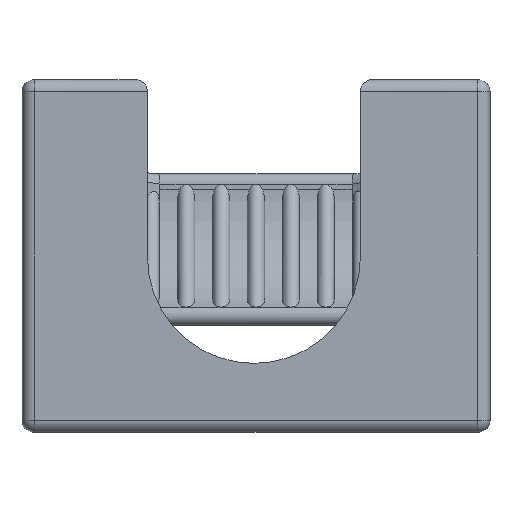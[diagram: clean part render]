
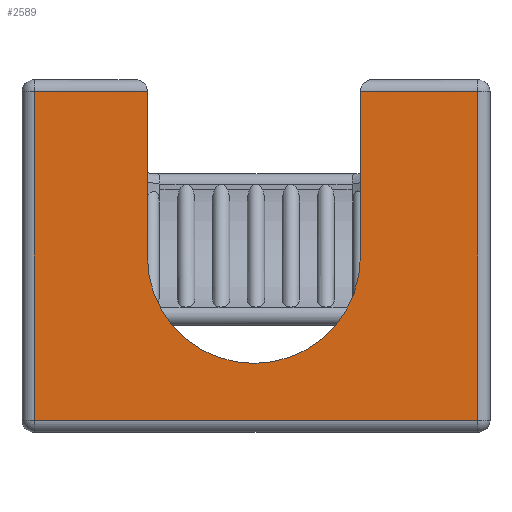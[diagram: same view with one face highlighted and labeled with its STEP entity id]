
A CAD part, front view. The second image highlights one B-rep face of the part: STEP entity #2589.
In plain terms, the highlighted planar face has unit normal (0, -1, 0).
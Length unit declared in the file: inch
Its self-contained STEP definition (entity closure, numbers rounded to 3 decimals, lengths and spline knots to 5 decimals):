
#11=DIRECTION('',(1.,0.,0.));
#12=VECTOR('',#11,2.54);
#13=CARTESIAN_POINT('',(-1.27,0.,-0.94));
#14=LINE('',#13,#12);
#67=DIRECTION('',(0.,0.,1.));
#68=VECTOR('',#67,1.88);
#69=CARTESIAN_POINT('',(-1.27,0.,-0.94));
#70=LINE('',#69,#68);
#75=DIRECTION('',(0.,0.,-1.));
#76=VECTOR('',#75,0.945);
#77=CARTESIAN_POINT('',(0.598,0.,0.94));
#78=LINE('',#77,#76);
#79=DIRECTION('',(0.,0.,-1.));
#80=VECTOR('',#79,0.945);
#81=CARTESIAN_POINT('',(-0.622,0.,0.94));
#82=LINE('',#81,#80);
#83=CARTESIAN_POINT('',(-0.012,0.,-0.005));
#84=DIRECTION('',(0.,1.,0.));
#85=DIRECTION('',(1.,0.,0.));
#86=AXIS2_PLACEMENT_3D('',#83,#84,#85);
#1266=DIRECTION('',(1.,0.,0.));
#1267=VECTOR('',#1266,0.648);
#1268=CARTESIAN_POINT('',(-1.27,0.,0.94));
#1269=LINE('',#1268,#1267);
#1904=DIRECTION('',(0.,0.,1.));
#1905=VECTOR('',#1904,1.88);
#1906=CARTESIAN_POINT('',(1.27,0.,-0.94));
#1907=LINE('',#1906,#1905);
#1927=DIRECTION('',(1.,0.,0.));
#1928=VECTOR('',#1927,0.672);
#1929=CARTESIAN_POINT('',(0.598,0.,0.94));
#1930=LINE('',#1929,#1928);
#2374=CARTESIAN_POINT('',(-1.27,0.,0.94));
#2375=VERTEX_POINT('',#2374);
#2382=CARTESIAN_POINT('',(1.27,0.,0.94));
#2384=VERTEX_POINT('',#2382);
#2386=CARTESIAN_POINT('',(-1.27,0.,-0.94));
#2387=CARTESIAN_POINT('',(1.27,0.,-0.94));
#2388=VERTEX_POINT('',#2386);
#2389=VERTEX_POINT('',#2387);
#2436=CARTESIAN_POINT('',(0.598,0.,0.94));
#2437=CARTESIAN_POINT('',(0.598,0.,-0.005));
#2438=VERTEX_POINT('',#2436);
#2439=VERTEX_POINT('',#2437);
#2440=CARTESIAN_POINT('',(-0.622,0.,-0.005));
#2441=VERTEX_POINT('',#2440);
#2442=CARTESIAN_POINT('',(-0.622,0.,0.94));
#2443=VERTEX_POINT('',#2442);
#2568=CARTESIAN_POINT('',(-1.34,0.,-1.01));
#2569=DIRECTION('',(0.,-1.,0.));
#2570=DIRECTION('',(1.,0.,0.));
#2571=AXIS2_PLACEMENT_3D('',#2568,#2569,#2570);
#2572=PLANE('',#2571);
#2574=ORIENTED_EDGE('',*,*,#2573,.F.);
#2576=ORIENTED_EDGE('',*,*,#2575,.T.);
#2578=ORIENTED_EDGE('',*,*,#2577,.F.);
#2579=ORIENTED_EDGE('',*,*,#2500,.F.);
#2580=ORIENTED_EDGE('',*,*,#2558,.T.);
#2582=ORIENTED_EDGE('',*,*,#2581,.T.);
#2584=ORIENTED_EDGE('',*,*,#2583,.T.);
#2586=ORIENTED_EDGE('',*,*,#2585,.F.);
#2587=EDGE_LOOP('',(#2574,#2576,#2578,#2579,#2580,#2582,#2584,#2586));
#2588=FACE_OUTER_BOUND('',#2587,.F.);
#2589=ADVANCED_FACE('',(#2588),#2572,.T.);
#87=CIRCLE('',#86,0.61);
#2500=EDGE_CURVE('',#2388,#2389,#14,.T.);
#2558=EDGE_CURVE('',#2388,#2375,#70,.T.);
#2573=EDGE_CURVE('',#2438,#2439,#78,.T.);
#2575=EDGE_CURVE('',#2438,#2384,#1930,.T.);
#2577=EDGE_CURVE('',#2389,#2384,#1907,.T.);
#2581=EDGE_CURVE('',#2375,#2443,#1269,.T.);
#2583=EDGE_CURVE('',#2443,#2441,#82,.T.);
#2585=EDGE_CURVE('',#2439,#2441,#87,.T.);
